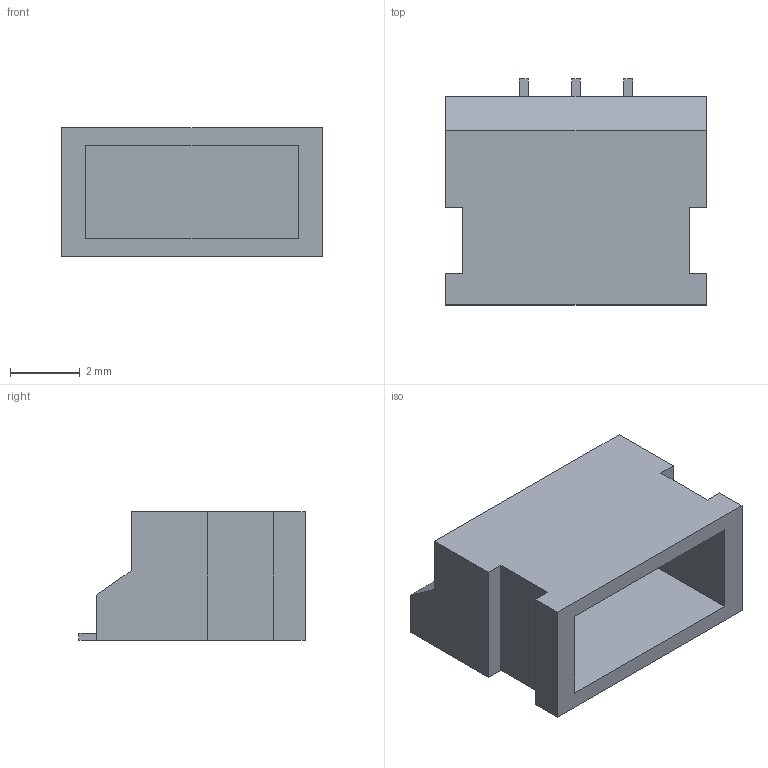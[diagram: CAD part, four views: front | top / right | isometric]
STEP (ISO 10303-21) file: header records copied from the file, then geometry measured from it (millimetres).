
FILE_DESCRIPTION(('FreeCAD Model'),'2;1');
FILE_NAME('Open CASCADE Shape Model','2025-02-21T00:28:58',(''),(''), 'Open CASCADE STEP processor 7.7','FreeCAD','Unknown');
FILE_SCHEMA(('AUTOMOTIVE_DESIGN { 1 0 10303 214 1 1 1 1 }'));
Length unit declared in the file: millimetre
Products named in the file (1): Body
Bounding box: 7.5 x 6.5 x 3.7 mm (x, y, z)
Volume: 78.3 mm3; surface area: 257.6 mm2
Topology: 1 solids, 1 shells, 36 faces, 93 edges, 60 vertices
Faces by surface type: plane 36
Entity records: 1091 total; most frequent: CARTESIAN_POINT 190, ORIENTED_EDGE 186, DIRECTION 167, EDGE_CURVE 93, LINE 93, VECTOR 93, VERTEX_POINT 60, AXIS2_PLACEMENT_3D 37
